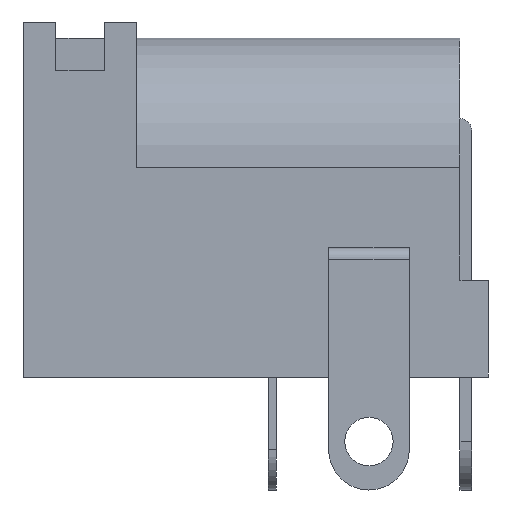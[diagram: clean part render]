
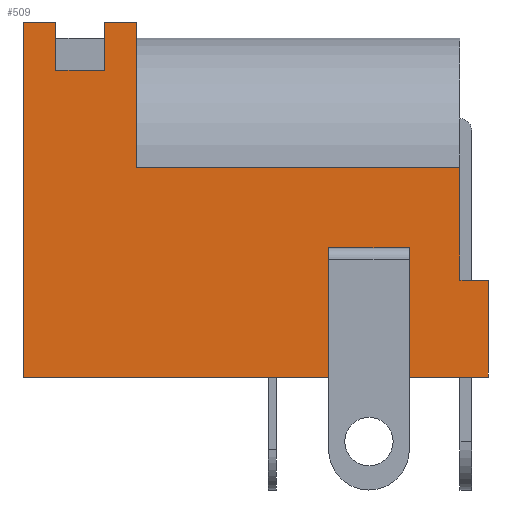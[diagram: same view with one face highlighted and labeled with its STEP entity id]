
A CAD part, front view. The second image highlights one B-rep face of the part: STEP entity #509.
In plain terms, the highlighted planar face has unit normal (0, -1, 0).
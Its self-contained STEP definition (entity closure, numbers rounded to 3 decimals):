
#203 = VERTEX_POINT('',#204);
#204 = CARTESIAN_POINT('',(-10.7,-2.9,0.));
#210 = EDGE_CURVE('',#203,#211,#213,.T.);
#211 = VERTEX_POINT('',#212);
#212 = CARTESIAN_POINT('',(-1.25,-2.9,0.));
#213 = LINE('',#214,#215);
#214 = CARTESIAN_POINT('',(-10.7,-2.9,0.));
#215 = VECTOR('',#216,1.);
#216 = DIRECTION('',(1.,0.,0.));
#219 = VERTEX_POINT('',#220);
#220 = CARTESIAN_POINT('',(1.25,-2.9,0.));
#226 = EDGE_CURVE('',#219,#227,#229,.T.);
#227 = VERTEX_POINT('',#228);
#228 = CARTESIAN_POINT('',(3.7,-2.9,0.));
#229 = LINE('',#230,#231);
#230 = CARTESIAN_POINT('',(-10.7,-2.9,0.));
#231 = VECTOR('',#232,1.);
#232 = DIRECTION('',(1.,0.,0.));
#454 = EDGE_CURVE('',#203,#455,#457,.T.);
#455 = VERTEX_POINT('',#456);
#456 = CARTESIAN_POINT('',(-10.7,-2.9,11.));
#457 = LINE('',#458,#459);
#458 = CARTESIAN_POINT('',(-10.7,-2.9,0.));
#459 = VECTOR('',#460,1.);
#460 = DIRECTION('',(0.,0.,1.));
#509 = ADVANCED_FACE('',(#510),#631,.F.);
#510 = FACE_BOUND('',#511,.F.);
#511 = EDGE_LOOP('',(#512,#520,#521,#529,#537,#543,#544,#545,#553,#561,
    #569,#577,#585,#593,#601,#609,#617,#625));
#512 = ORIENTED_EDGE('',*,*,#513,.F.);
#513 = EDGE_CURVE('',#227,#514,#516,.T.);
#514 = VERTEX_POINT('',#515);
#515 = CARTESIAN_POINT('',(3.7,-2.9,3.));
#516 = LINE('',#517,#518);
#517 = CARTESIAN_POINT('',(3.7,-2.9,0.));
#518 = VECTOR('',#519,1.);
#519 = DIRECTION('',(0.,0.,1.));
#520 = ORIENTED_EDGE('',*,*,#226,.F.);
#521 = ORIENTED_EDGE('',*,*,#522,.F.);
#522 = EDGE_CURVE('',#523,#219,#525,.T.);
#523 = VERTEX_POINT('',#524);
#524 = CARTESIAN_POINT('',(1.25,-2.9,4.));
#525 = LINE('',#526,#527);
#526 = CARTESIAN_POINT('',(1.25,-2.9,4.));
#527 = VECTOR('',#528,1.);
#528 = DIRECTION('',(0.,0.,-1.));
#529 = ORIENTED_EDGE('',*,*,#530,.F.);
#530 = EDGE_CURVE('',#531,#523,#533,.T.);
#531 = VERTEX_POINT('',#532);
#532 = CARTESIAN_POINT('',(-1.25,-2.9,4.));
#533 = LINE('',#534,#535);
#534 = CARTESIAN_POINT('',(-1.25,-2.9,4.));
#535 = VECTOR('',#536,1.);
#536 = DIRECTION('',(1.,0.,0.));
#537 = ORIENTED_EDGE('',*,*,#538,.F.);
#538 = EDGE_CURVE('',#211,#531,#539,.T.);
#539 = LINE('',#540,#541);
#540 = CARTESIAN_POINT('',(-1.25,-2.9,-2.25));
#541 = VECTOR('',#542,1.);
#542 = DIRECTION('',(0.,0.,1.));
#543 = ORIENTED_EDGE('',*,*,#210,.F.);
#544 = ORIENTED_EDGE('',*,*,#454,.T.);
#545 = ORIENTED_EDGE('',*,*,#546,.T.);
#546 = EDGE_CURVE('',#455,#547,#549,.T.);
#547 = VERTEX_POINT('',#548);
#548 = CARTESIAN_POINT('',(-9.7,-2.9,11.));
#549 = LINE('',#550,#551);
#550 = CARTESIAN_POINT('',(-10.7,-2.9,11.));
#551 = VECTOR('',#552,1.);
#552 = DIRECTION('',(1.,0.,0.));
#553 = ORIENTED_EDGE('',*,*,#554,.F.);
#554 = EDGE_CURVE('',#555,#547,#557,.T.);
#555 = VERTEX_POINT('',#556);
#556 = CARTESIAN_POINT('',(-9.7,-2.9,10.5));
#557 = LINE('',#558,#559);
#558 = CARTESIAN_POINT('',(-9.7,-2.9,10.5));
#559 = VECTOR('',#560,1.);
#560 = DIRECTION('',(0.,0.,1.));
#561 = ORIENTED_EDGE('',*,*,#562,.T.);
#562 = EDGE_CURVE('',#555,#563,#565,.T.);
#563 = VERTEX_POINT('',#564);
#564 = CARTESIAN_POINT('',(-9.7,-2.9,9.5));
#565 = LINE('',#566,#567);
#566 = CARTESIAN_POINT('',(-9.7,-2.9,10.5));
#567 = VECTOR('',#568,1.);
#568 = DIRECTION('',(0.,0.,-1.));
#569 = ORIENTED_EDGE('',*,*,#570,.F.);
#570 = EDGE_CURVE('',#571,#563,#573,.T.);
#571 = VERTEX_POINT('',#572);
#572 = CARTESIAN_POINT('',(-8.2,-2.9,9.5));
#573 = LINE('',#574,#575);
#574 = CARTESIAN_POINT('',(-8.2,-2.9,9.5));
#575 = VECTOR('',#576,1.);
#576 = DIRECTION('',(-1.,0.,0.));
#577 = ORIENTED_EDGE('',*,*,#578,.F.);
#578 = EDGE_CURVE('',#579,#571,#581,.T.);
#579 = VERTEX_POINT('',#580);
#580 = CARTESIAN_POINT('',(-8.2,-2.9,10.5));
#581 = LINE('',#582,#583);
#582 = CARTESIAN_POINT('',(-8.2,-2.9,10.5));
#583 = VECTOR('',#584,1.);
#584 = DIRECTION('',(0.,0.,-1.));
#585 = ORIENTED_EDGE('',*,*,#586,.F.);
#586 = EDGE_CURVE('',#587,#579,#589,.T.);
#587 = VERTEX_POINT('',#588);
#588 = CARTESIAN_POINT('',(-8.2,-2.9,11.));
#589 = LINE('',#590,#591);
#590 = CARTESIAN_POINT('',(-8.2,-2.9,11.));
#591 = VECTOR('',#592,1.);
#592 = DIRECTION('',(0.,0.,-1.));
#593 = ORIENTED_EDGE('',*,*,#594,.T.);
#594 = EDGE_CURVE('',#587,#595,#597,.T.);
#595 = VERTEX_POINT('',#596);
#596 = CARTESIAN_POINT('',(-7.2,-2.9,11.));
#597 = LINE('',#598,#599);
#598 = CARTESIAN_POINT('',(-10.7,-2.9,11.));
#599 = VECTOR('',#600,1.);
#600 = DIRECTION('',(1.,0.,0.));
#601 = ORIENTED_EDGE('',*,*,#602,.F.);
#602 = EDGE_CURVE('',#603,#595,#605,.T.);
#603 = VERTEX_POINT('',#604);
#604 = CARTESIAN_POINT('',(-7.2,-2.9,6.5));
#605 = LINE('',#606,#607);
#606 = CARTESIAN_POINT('',(-7.2,-2.9,6.5));
#607 = VECTOR('',#608,1.);
#608 = DIRECTION('',(0.,0.,1.));
#609 = ORIENTED_EDGE('',*,*,#610,.F.);
#610 = EDGE_CURVE('',#611,#603,#613,.T.);
#611 = VERTEX_POINT('',#612);
#612 = CARTESIAN_POINT('',(2.82,-2.9,6.5));
#613 = LINE('',#614,#615);
#614 = CARTESIAN_POINT('',(3.7,-2.9,6.5));
#615 = VECTOR('',#616,1.);
#616 = DIRECTION('',(-1.,0.,0.));
#617 = ORIENTED_EDGE('',*,*,#618,.T.);
#618 = EDGE_CURVE('',#611,#619,#621,.T.);
#619 = VERTEX_POINT('',#620);
#620 = CARTESIAN_POINT('',(2.82,-2.9,3.));
#621 = LINE('',#622,#623);
#622 = CARTESIAN_POINT('',(2.82,-2.9,6.5));
#623 = VECTOR('',#624,1.);
#624 = DIRECTION('',(0.,0.,-1.));
#625 = ORIENTED_EDGE('',*,*,#626,.F.);
#626 = EDGE_CURVE('',#514,#619,#627,.T.);
#627 = LINE('',#628,#629);
#628 = CARTESIAN_POINT('',(3.7,-2.9,3.));
#629 = VECTOR('',#630,1.);
#630 = DIRECTION('',(-1.,0.,0.));
#631 = PLANE('',#632);
#632 = AXIS2_PLACEMENT_3D('',#633,#634,#635);
#633 = CARTESIAN_POINT('',(-10.7,-2.9,0.));
#634 = DIRECTION('',(0.,1.,0.));
#635 = DIRECTION('',(0.,0.,1.));
